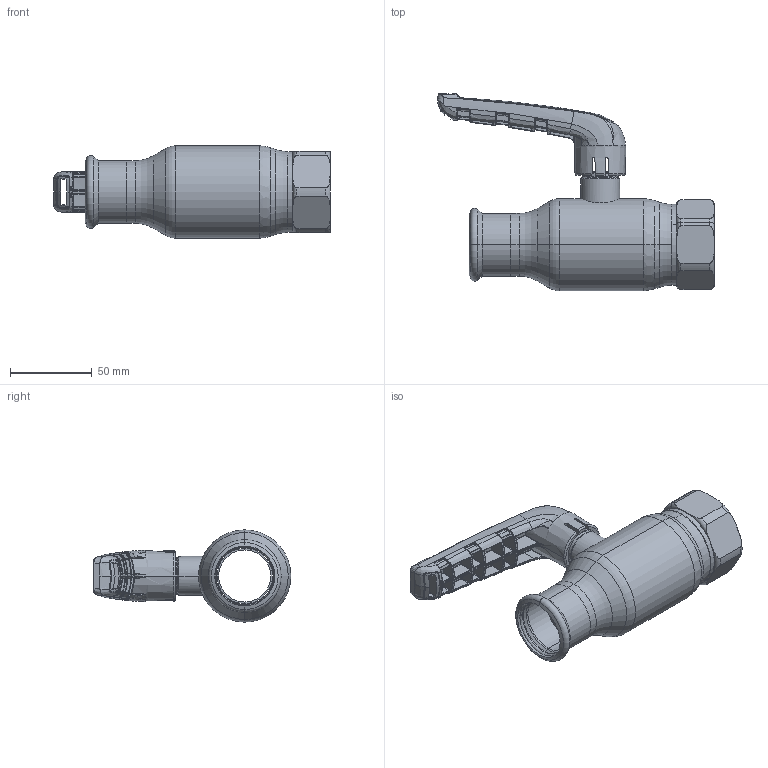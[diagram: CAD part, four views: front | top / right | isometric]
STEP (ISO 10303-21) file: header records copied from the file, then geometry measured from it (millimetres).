
FILE_DESCRIPTION (( 'STEP AP214' ), '1' );
FILE_NAME ('XPR11000 DN32 G1 14 x 35.step', '2018-09-10T11:38:02', ( '' ), ( '' ), 'SwSTEP 2.0', 'SolidWorks 2017', '' );
FILE_SCHEMA (( 'AUTOMOTIVE_DESIGN' ));
Length unit declared in the file: millimetre
Products named in the file (1): XPR11000 DN32 G1 14 x 35
Bounding box: 169.57 x 121.11 x 56.5 mm (x, y, z)
Surface area: 52425.1 mm2 (no closed solid volume)
Topology: 0 solids, 9 shells, 750 faces, 2461 edges, 1611 vertices
Faces by surface type: bspline 583, plane 57, cylinder 39, torus 30, cone 29, sphere 12
Entity records: 59231 total; most frequent: CARTESIAN_POINT 35209, ORIENTED_EDGE 4016, EDGE_CURVE 2450, B_SPLINE_CURVE_WITH_KNOTS 1704, DIRECTION 1666, VERTEX_POINT 1608, EDGE_LOOP 773, AXIS2_PLACEMENT_3D 754
